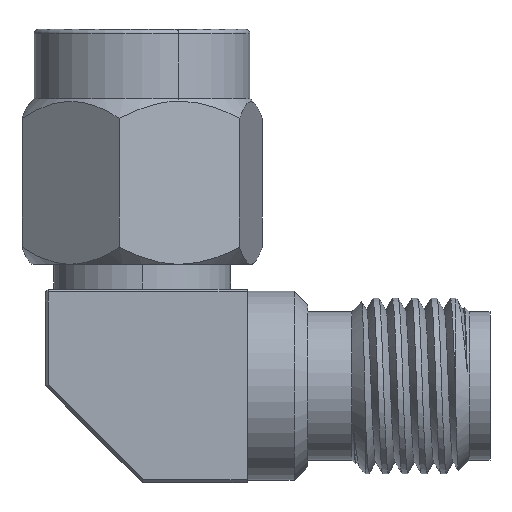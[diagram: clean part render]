
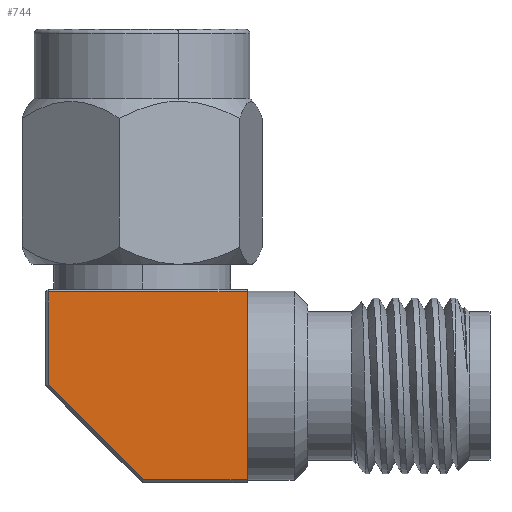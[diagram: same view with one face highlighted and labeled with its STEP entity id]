
A CAD part, left-side view. The second image highlights one B-rep face of the part: STEP entity #744.
In plain terms, the highlighted planar face has unit normal (-1, 0, 0).
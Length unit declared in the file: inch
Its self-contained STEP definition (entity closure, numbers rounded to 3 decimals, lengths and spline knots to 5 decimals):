
#173 = DIRECTION ( 'NONE',  ( 0., 0., -1. ) ) ;
#440 = ORIENTED_EDGE ( 'NONE', *, *, #4647, .T. ) ;
#743 = AXIS2_PLACEMENT_3D ( 'NONE', #3748, #3717, #6397 ) ;
#744 = ADVANCED_FACE ( 'NONE', ( #5918 ), #3815, .F. ) ;
#990 = CARTESIAN_POINT ( 'NONE',  ( -0.15006, 0.02387, 0.67992 ) ) ;
#1645 = DIRECTION ( 'NONE',  ( 0., -1., 0. ) ) ;
#1869 = CARTESIAN_POINT ( 'NONE',  ( -0.15006, 0.02387, 0.4122 ) ) ;
#2225 = LINE ( 'NONE', #3246, #3328 ) ;
#2233 = VERTEX_POINT ( 'NONE', #3162 ) ;
#2259 = VECTOR ( 'NONE', #2926, 39.37008 ) ;
#2325 = EDGE_LOOP ( 'NONE', ( #6354, #440, #6446, #4855, #3580 ) ) ;
#2416 = CARTESIAN_POINT ( 'NONE',  ( -0.15006, 0.17069, 0.41105 ) ) ;
#2709 = EDGE_CURVE ( 'NONE', #4928, #2233, #6620, .T. ) ;
#2768 = VERTEX_POINT ( 'NONE', #1869 ) ;
#2842 = EDGE_CURVE ( 'NONE', #2233, #5301, #3443, .T. ) ;
#2926 = DIRECTION ( 'NONE',  ( 0., -0.707, -0.707 ) ) ;
#3105 = DIRECTION ( 'NONE',  ( 0., 1., 0. ) ) ;
#3162 = CARTESIAN_POINT ( 'NONE',  ( -0.15006, 0.30734, 0.54769 ) ) ;
#3246 = CARTESIAN_POINT ( 'NONE',  ( -0.15006, -0.05487, 0.4122 ) ) ;
#3266 = CARTESIAN_POINT ( 'NONE',  ( -0.15006, 0.17185, 0.4122 ) ) ;
#3328 = VECTOR ( 'NONE', #1645, 39.37008 ) ;
#3382 = EDGE_CURVE ( 'NONE', #3410, #4928, #6785, .T. ) ;
#3410 = VERTEX_POINT ( 'NONE', #990 ) ;
#3443 = LINE ( 'NONE', #2416, #2259 ) ;
#3493 = CARTESIAN_POINT ( 'NONE',  ( -0.15006, 0.30734, 0.40827 ) ) ;
#3580 = ORIENTED_EDGE ( 'NONE', *, *, #2709, .T. ) ;
#3717 = DIRECTION ( 'NONE',  ( 1., 0., 0. ) ) ;
#3748 = CARTESIAN_POINT ( 'NONE',  ( -0.15006, -0.05487, 0.40827 ) ) ;
#3815 = PLANE ( 'NONE',  #743 ) ;
#4647 = EDGE_CURVE ( 'NONE', #5301, #2768, #2225, .T. ) ;
#4793 = VECTOR ( 'NONE', #3105, 39.37008 ) ;
#4855 = ORIENTED_EDGE ( 'NONE', *, *, #3382, .T. ) ;
#4862 = VECTOR ( 'NONE', #173, 39.37008 ) ;
#4928 = VERTEX_POINT ( 'NONE', #5885 ) ;
#4952 = CARTESIAN_POINT ( 'NONE',  ( -0.15006, 0.02387, 0.40827 ) ) ;
#5301 = VERTEX_POINT ( 'NONE', #3266 ) ;
#5464 = EDGE_CURVE ( 'NONE', #3410, #2768, #5966, .T. ) ;
#5885 = CARTESIAN_POINT ( 'NONE',  ( -0.15006, 0.30734, 0.67992 ) ) ;
#5918 = FACE_OUTER_BOUND ( 'NONE', #2325, .T. ) ;
#5966 = LINE ( 'NONE', #4952, #4862 ) ;
#6130 = VECTOR ( 'NONE', #6140, 39.37008 ) ;
#6140 = DIRECTION ( 'NONE',  ( 0., 0., -1. ) ) ;
#6354 = ORIENTED_EDGE ( 'NONE', *, *, #2842, .T. ) ;
#6397 = DIRECTION ( 'NONE',  ( 0., 1., 0. ) ) ;
#6446 = ORIENTED_EDGE ( 'NONE', *, *, #5464, .F. ) ;
#6620 = LINE ( 'NONE', #3493, #6130 ) ;
#6722 = CARTESIAN_POINT ( 'NONE',  ( -0.15006, 0.31127, 0.67992 ) ) ;
#6785 = LINE ( 'NONE', #6722, #4793 ) ;
